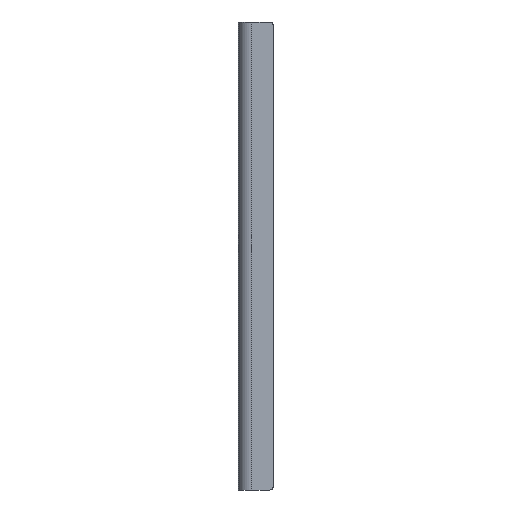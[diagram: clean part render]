
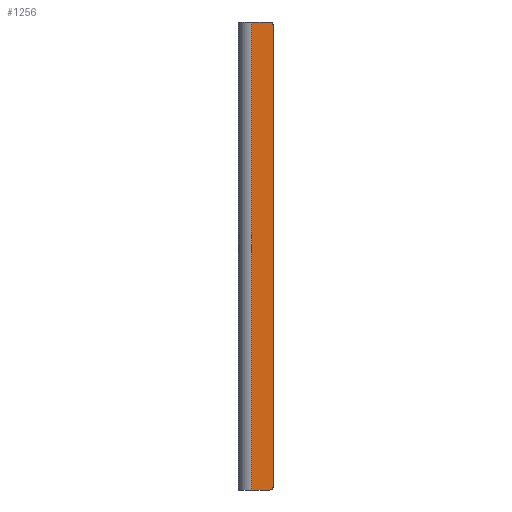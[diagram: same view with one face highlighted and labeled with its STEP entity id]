
A CAD part, left-side view. The second image highlights one B-rep face of the part: STEP entity #1256.
In plain terms, the highlighted planar face has unit normal (-1, 0, 0).
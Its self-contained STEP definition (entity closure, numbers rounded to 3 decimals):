
#70=PLANE('',#1404);
#134=FACE_OUTER_BOUND('',#234,.T.);
#234=EDGE_LOOP('',(#1117,#1118,#1119,#1120,#1121,#1122));
#311=LINE('',#2059,#415);
#317=LINE('',#2076,#421);
#343=LINE('',#2127,#447);
#345=LINE('',#2136,#449);
#415=VECTOR('',#1657,10.);
#421=VECTOR('',#1673,2.304);
#447=VECTOR('',#1749,10.);
#449=VECTOR('',#1765,10.);
#513=CIRCLE('',#1363,1.);
#516=CIRCLE('',#1369,1.);
#625=VERTEX_POINT('',#2046);
#626=VERTEX_POINT('',#2047);
#630=VERTEX_POINT('',#2057);
#634=VERTEX_POINT('',#2069);
#635=VERTEX_POINT('',#2070);
#636=VERTEX_POINT('',#2075);
#759=EDGE_CURVE('',#625,#626,#513,.T.);
#765=EDGE_CURVE('',#625,#630,#311,.T.);
#770=EDGE_CURVE('',#634,#635,#516,.T.);
#773=EDGE_CURVE('',#636,#635,#317,.T.);
#799=EDGE_CURVE('',#630,#636,#343,.T.);
#805=EDGE_CURVE('',#634,#626,#345,.T.);
#1117=ORIENTED_EDGE('',*,*,#759,.F.);
#1118=ORIENTED_EDGE('',*,*,#765,.T.);
#1119=ORIENTED_EDGE('',*,*,#799,.T.);
#1120=ORIENTED_EDGE('',*,*,#773,.T.);
#1121=ORIENTED_EDGE('',*,*,#770,.F.);
#1122=ORIENTED_EDGE('',*,*,#805,.T.);
#1256=ADVANCED_FACE('',(#134),#70,.T.);
#1363=AXIS2_PLACEMENT_3D('',#2048,#1647,#1648);
#1369=AXIS2_PLACEMENT_3D('',#2071,#1667,#1668);
#1404=AXIS2_PLACEMENT_3D('',#2138,#1768,#1769);
#1647=DIRECTION('center_axis',(1.,0.,0.));
#1648=DIRECTION('ref_axis',(0.,-0.707,0.707));
#1657=DIRECTION('',(0.,1.,0.));
#1667=DIRECTION('center_axis',(1.,0.,0.));
#1668=DIRECTION('ref_axis',(0.,-0.707,-0.707));
#1673=DIRECTION('',(0.,-1.,0.));
#1749=DIRECTION('',(0.,0.,-1.));
#1765=DIRECTION('',(0.,0.,1.));
#1768=DIRECTION('center_axis',(-1.,0.,0.));
#1769=DIRECTION('ref_axis',(0.,0.,1.));
#2046=CARTESIAN_POINT('',(0.,-5.9,113.5));
#2047=CARTESIAN_POINT('',(0.,-6.9,112.5));
#2048=CARTESIAN_POINT('Origin',(0.,-5.9,112.5));
#2057=CARTESIAN_POINT('',(0.,-1.6,113.5));
#2059=CARTESIAN_POINT('',(0.,-1.6,113.5));
#2069=CARTESIAN_POINT('',(0.,-6.9,1.));
#2070=CARTESIAN_POINT('',(0.,-5.9,0.));
#2071=CARTESIAN_POINT('Origin',(0.,-5.9,1.));
#2075=CARTESIAN_POINT('',(0.,-1.6,0.));
#2076=CARTESIAN_POINT('',(0.,5.638,0.));
#2127=CARTESIAN_POINT('',(0.,-1.6,56.75));
#2136=CARTESIAN_POINT('',(0.,-6.9,113.5));
#2138=CARTESIAN_POINT('Origin',(0.,-2.44,
56.75));
